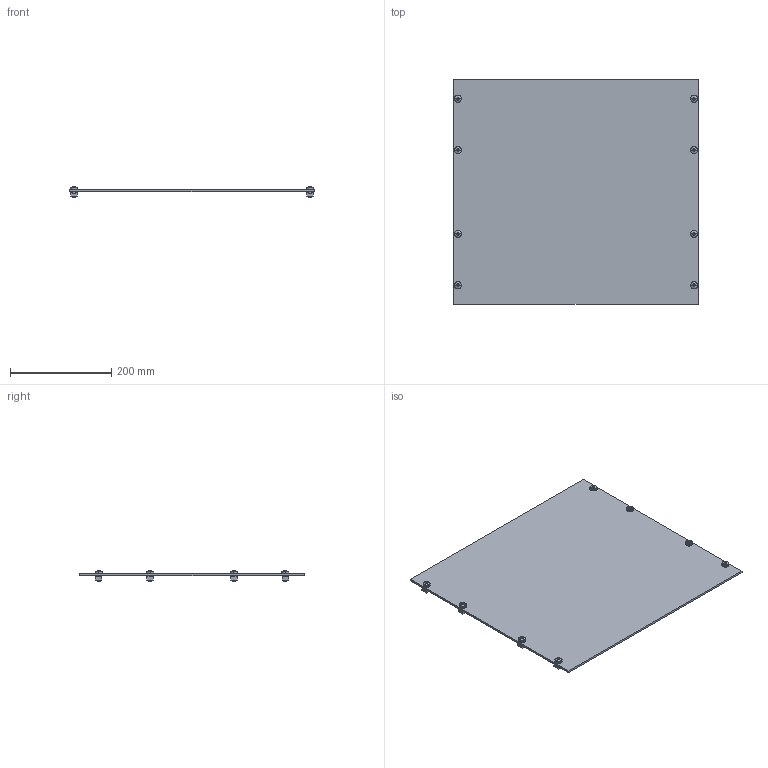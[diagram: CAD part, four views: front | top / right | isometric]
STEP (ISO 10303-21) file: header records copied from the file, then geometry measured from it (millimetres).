
FILE_DESCRIPTION (( 'STEP AP214' ), '1' );
FILE_NAME ('2057-7010-00-04.step', '2024-11-05T07:12:31', ( '' ), ( '' ), 'SwSTEP 2.0', 'SolidWorks 2019', '' );
FILE_SCHEMA (( 'AUTOMOTIVE_DESIGN' ));
Length unit declared in the file: millimetre
Products named in the file (1): 2057-7010-00-04
Bounding box: 483 x 443.65 x 20.5 mm (x, y, z)
Volume: 879020.7 mm3; surface area: 462357.7 mm2
Topology: 37 solids, 37 shells, 694 faces, 1764 edges, 1168 vertices
Faces by surface type: plane 502, cylinder 168, torus 24
Entity records: 28224 total; most frequent: CARTESIAN_POINT 4323, ORIENTED_EDGE 3528, DIRECTION 3394, EDGE_CURVE 1764, VECTOR 1188, LINE 1188, VERTEX_POINT 1168, AXIS2_PLACEMENT_3D 1103
